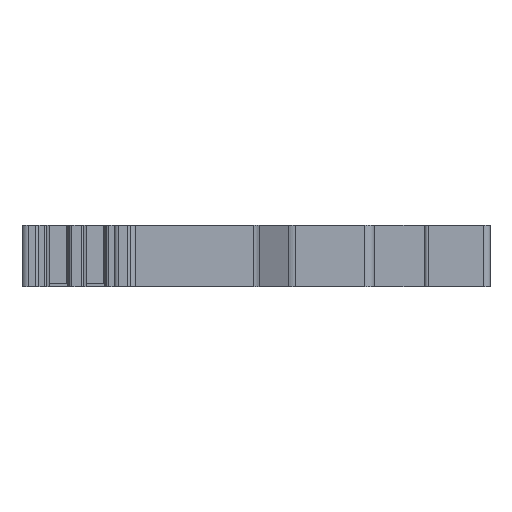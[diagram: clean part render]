
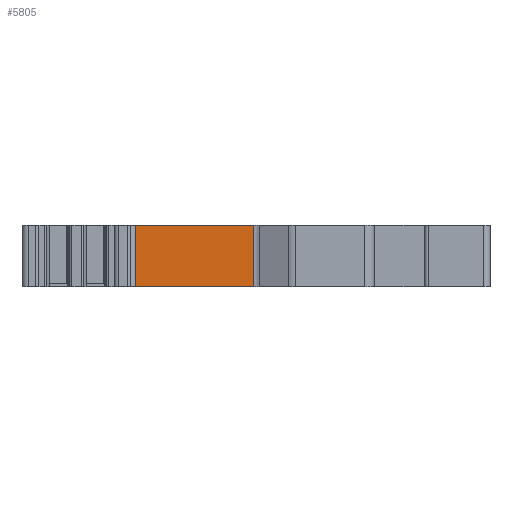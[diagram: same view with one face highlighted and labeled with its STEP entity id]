
A CAD part, left-side view. The second image highlights one B-rep face of the part: STEP entity #5805.
In plain terms, the highlighted planar face has unit normal (-1, 0, 0).
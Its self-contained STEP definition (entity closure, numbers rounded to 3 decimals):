
#192=DIRECTION('',(0.,1.,0.));
#193=VECTOR('',#192,9.749);
#194=CARTESIAN_POINT('',(-35.,12.629,0.));
#195=LINE('',#194,#193);
#1091=DIRECTION('',(0.,1.,0.));
#1092=VECTOR('',#1091,9.749);
#1093=CARTESIAN_POINT('',(-35.,12.629,-5.1));
#1094=LINE('',#1093,#1092);
#1952=DIRECTION('',(0.,0.,1.));
#1953=VECTOR('',#1952,5.1);
#1954=CARTESIAN_POINT('',(-35.,22.377,-5.1));
#1955=LINE('',#1954,#1953);
#1956=DIRECTION('',(0.,0.,-1.));
#1957=VECTOR('',#1956,5.1);
#1958=CARTESIAN_POINT('',(-35.,12.629,0.));
#1959=LINE('',#1958,#1957);
#2924=CARTESIAN_POINT('',(-35.,12.629,0.));
#2926=VERTEX_POINT('',#2924);
#2928=CARTESIAN_POINT('',(-35.,12.629,-5.1));
#2930=VERTEX_POINT('',#2928);
#3571=CARTESIAN_POINT('',(-35.,22.377,-5.1));
#3572=CARTESIAN_POINT('',(-35.,22.377,0.));
#3573=VERTEX_POINT('',#3571);
#3574=VERTEX_POINT('',#3572);
#5793=CARTESIAN_POINT('',(-35.,12.629,0.));
#5794=DIRECTION('',(1.,0.,0.));
#5795=DIRECTION('',(0.,1.,0.));
#5796=AXIS2_PLACEMENT_3D('',#5793,#5794,#5795);
#5797=PLANE('',#5796);
#5798=ORIENTED_EDGE('',*,*,#5786,.T.);
#5799=ORIENTED_EDGE('',*,*,#3906,.F.);
#5801=ORIENTED_EDGE('',*,*,#5800,.T.);
#5802=ORIENTED_EDGE('',*,*,#4368,.T.);
#5803=EDGE_LOOP('',(#5798,#5799,#5801,#5802));
#5804=FACE_OUTER_BOUND('',#5803,.F.);
#5805=ADVANCED_FACE('',(#5804),#5797,.F.);
#3906=EDGE_CURVE('',#2926,#3574,#195,.T.);
#4368=EDGE_CURVE('',#2930,#3573,#1094,.T.);
#5786=EDGE_CURVE('',#3573,#3574,#1955,.T.);
#5800=EDGE_CURVE('',#2926,#2930,#1959,.T.);
